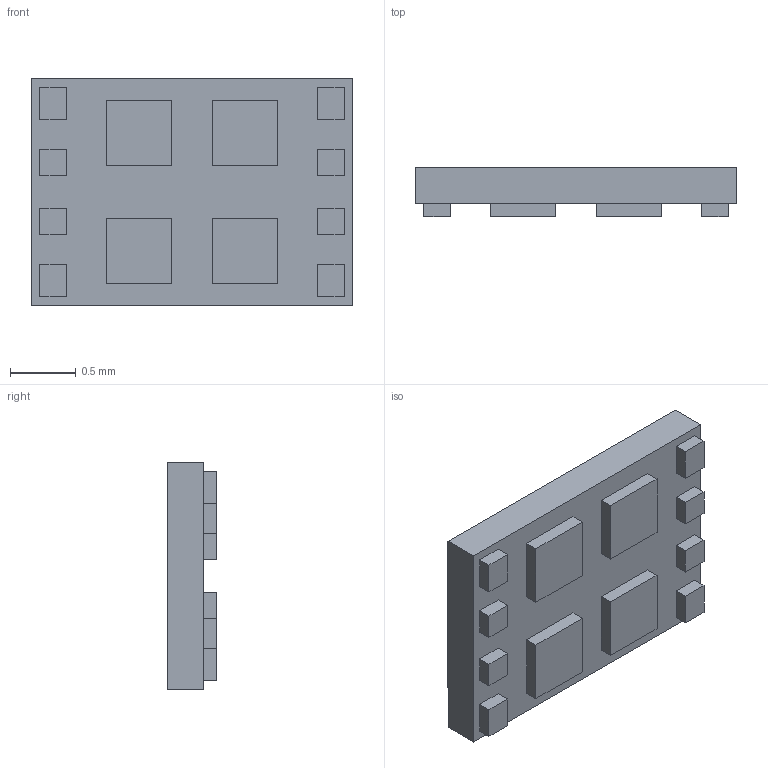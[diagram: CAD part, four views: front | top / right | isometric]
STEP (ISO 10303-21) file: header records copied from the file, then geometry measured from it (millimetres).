
FILE_DESCRIPTION (( 'STEP AP214' ), '1' );
FILE_NAME ('TPS259482AYWPR.STEP', '2024-04-27T10:06:46', ( '' ), ( '' ), 'SwSTEP 2.0', 'SolidWorks 2016', '' );
FILE_SCHEMA (( 'AUTOMOTIVE_DESIGN' ));
Length unit declared in the file: millimetre
Products named in the file (1): TPS259482AYWPR
Bounding box: 2.45 x 0.38 x 1.74 mm (x, y, z)
Volume: 1.3 mm3; surface area: 15 mm2
Topology: 13 solids, 13 shells, 81 faces, 165 edges, 110 vertices
Faces by surface type: plane 81
Entity records: 2221 total; most frequent: CARTESIAN_POINT 357, ORIENTED_EDGE 330, DIRECTION 329, LINE 165, EDGE_CURVE 165, VECTOR 165, VERTEX_POINT 110, AXIS2_PLACEMENT_3D 82
